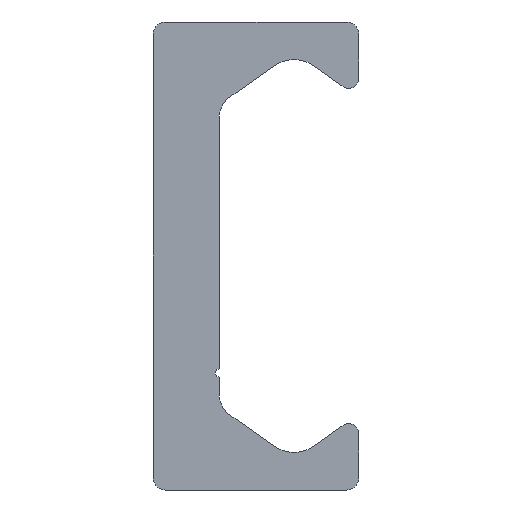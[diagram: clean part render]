
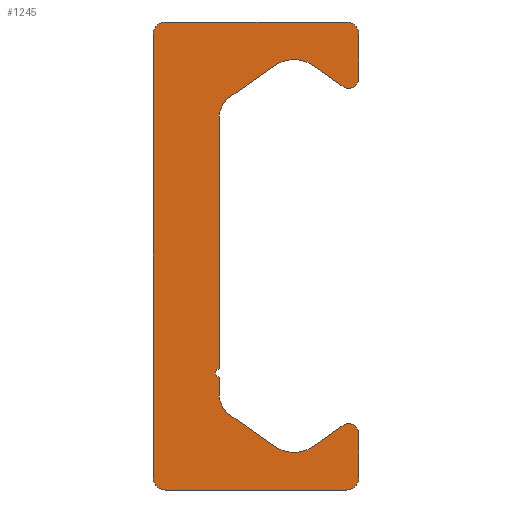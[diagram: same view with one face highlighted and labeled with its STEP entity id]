
A CAD part, left-side view. The second image highlights one B-rep face of the part: STEP entity #1245.
In plain terms, the highlighted planar face has unit normal (-1, 0, 0).
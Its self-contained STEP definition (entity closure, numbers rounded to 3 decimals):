
#492=CARTESIAN_POINT('',(0.0,5.4,-14.));
#493=VERTEX_POINT('',#492);
#500=CARTESIAN_POINT('',(0.0,6.15,-13.25));
#501=VERTEX_POINT('',#500);
#502=CARTESIAN_POINT('',(0.0,5.4,-13.25));
#503=DIRECTION('',(1.0,0.0,0.0));
#504=DIRECTION('',(0.0,0.0,-1.0));
#505=AXIS2_PLACEMENT_3D('',#502,#503,#504);
#506=CIRCLE('',#505,0.75);
#507=EDGE_CURVE('',#493,#501,#506,.T.);
#531=CARTESIAN_POINT('',(0.0,-5.4,-14.));
#532=VERTEX_POINT('',#531);
#539=CARTESIAN_POINT('',(0.0,-5.4,-14.));
#540=DIRECTION('',(0.0,1.0,0.0));
#541=VECTOR('',#540,10.8);
#542=LINE('',#539,#541);
#543=EDGE_CURVE('',#532,#493,#542,.T.);
#563=CARTESIAN_POINT('',(0.0,-6.15,-13.25));
#564=VERTEX_POINT('',#563);
#571=CARTESIAN_POINT('',(0.0,-5.4,-13.25));
#572=DIRECTION('',(1.0,0.0,0.0));
#573=DIRECTION('',(0.0,-1.0,0.0));
#574=AXIS2_PLACEMENT_3D('',#571,#572,#573);
#575=CIRCLE('',#574,0.75);
#576=EDGE_CURVE('',#564,#532,#575,.T.);
#595=CARTESIAN_POINT('',(0.0,-6.15,-10.63));
#596=VERTEX_POINT('',#595);
#603=CARTESIAN_POINT('',(0.0,-6.15,-10.63));
#604=DIRECTION('',(0.0,0.0,-1.0));
#605=VECTOR('',#604,2.62);
#606=LINE('',#603,#605);
#607=EDGE_CURVE('',#596,#564,#606,.T.);
#627=CARTESIAN_POINT('',(0.0,-5.206,-10.139));
#628=VERTEX_POINT('',#627);
#635=CARTESIAN_POINT('',(0.0,-5.55,-10.63));
#636=DIRECTION('',(1.0,0.0,0.0));
#637=DIRECTION('',(0.0,0.574,0.819));
#638=AXIS2_PLACEMENT_3D('',#635,#636,#637);
#639=CIRCLE('',#638,0.6);
#640=EDGE_CURVE('',#628,#596,#639,.T.);
#659=CARTESIAN_POINT('',(0.0,-3.417,-11.391));
#660=VERTEX_POINT('',#659);
#667=CARTESIAN_POINT('',(0.0,-3.417,-11.391));
#668=DIRECTION('',(0.0,-0.819,0.574));
#669=VECTOR('',#668,2.184);
#670=LINE('',#667,#669);
#671=EDGE_CURVE('',#660,#628,#670,.T.);
#691=CARTESIAN_POINT('',(0.0,-1.123,-11.391));
#692=VERTEX_POINT('',#691);
#699=CARTESIAN_POINT('',(0.0,-2.27,-9.753));
#700=DIRECTION('',(-1.0,0.0,0.0));
#701=DIRECTION('',(0.0,0.574,0.819));
#702=AXIS2_PLACEMENT_3D('',#699,#700,#701);
#703=CIRCLE('',#702,2.0);
#704=EDGE_CURVE('',#692,#660,#703,.T.);
#723=CARTESIAN_POINT('',(0.0,1.56,-9.512));
#724=VERTEX_POINT('',#723);
#731=CARTESIAN_POINT('',(0.0,1.56,-9.512));
#732=DIRECTION('',(0.0,-0.819,-0.574));
#733=VECTOR('',#732,3.276);
#734=LINE('',#731,#733);
#735=EDGE_CURVE('',#724,#692,#734,.T.);
#755=CARTESIAN_POINT('',(0.0,2.2,-8.283));
#756=VERTEX_POINT('',#755);
#763=CARTESIAN_POINT('',(0.0,0.7,-8.283));
#764=DIRECTION('',(-1.0,0.0,0.0));
#765=DIRECTION('',(0.0,-0.574,0.819));
#766=AXIS2_PLACEMENT_3D('',#763,#764,#765);
#767=CIRCLE('',#766,1.5);
#768=EDGE_CURVE('',#756,#724,#767,.T.);
#787=CARTESIAN_POINT('',(0.0,2.2,-7.25));
#788=VERTEX_POINT('',#787);
#795=CARTESIAN_POINT('',(0.0,2.2,-7.25));
#796=DIRECTION('',(0.0,0.0,-1.0));
#797=VECTOR('',#796,1.033);
#798=LINE('',#795,#797);
#799=EDGE_CURVE('',#788,#756,#798,.T.);
#819=CARTESIAN_POINT('',(0.0,2.2,-6.75));
#820=VERTEX_POINT('',#819);
#827=CARTESIAN_POINT('',(0.0,2.2,-7.));
#828=DIRECTION('',(-1.0,0.0,0.0));
#829=DIRECTION('',(0.0,0.0,1.0));
#830=AXIS2_PLACEMENT_3D('',#827,#828,#829);
#831=CIRCLE('',#830,0.25);
#832=EDGE_CURVE('',#820,#788,#831,.T.);
#851=CARTESIAN_POINT('',(0.0,2.2,8.283));
#852=VERTEX_POINT('',#851);
#859=CARTESIAN_POINT('',(0.0,2.2,8.283));
#860=DIRECTION('',(0.0,0.0,-1.0));
#861=VECTOR('',#860,15.033);
#862=LINE('',#859,#861);
#863=EDGE_CURVE('',#852,#820,#862,.T.);
#901=CARTESIAN_POINT('',(0.0,1.56,9.512));
#902=VERTEX_POINT('',#901);
#909=CARTESIAN_POINT('',(0.0,0.7,8.283));
#910=DIRECTION('',(-1.0,0.0,0.0));
#911=DIRECTION('',(0.0,-1.0,0.0));
#912=AXIS2_PLACEMENT_3D('',#909,#910,#911);
#913=CIRCLE('',#912,1.5);
#914=EDGE_CURVE('',#902,#852,#913,.T.);
#933=CARTESIAN_POINT('',(0.0,-1.123,11.391));
#934=VERTEX_POINT('',#933);
#941=CARTESIAN_POINT('',(0.0,-1.123,11.391));
#942=DIRECTION('',(0.0,0.819,-0.574));
#943=VECTOR('',#942,3.276);
#944=LINE('',#941,#943);
#945=EDGE_CURVE('',#934,#902,#944,.T.);
#965=CARTESIAN_POINT('',(0.0,-3.417,11.391));
#966=VERTEX_POINT('',#965);
#973=CARTESIAN_POINT('',(0.0,-2.27,9.753));
#974=DIRECTION('',(-1.0,0.0,0.0));
#975=DIRECTION('',(0.0,-0.574,-0.819));
#976=AXIS2_PLACEMENT_3D('',#973,#974,#975);
#977=CIRCLE('',#976,2.0);
#978=EDGE_CURVE('',#966,#934,#977,.T.);
#997=CARTESIAN_POINT('',(0.0,-5.206,10.139));
#998=VERTEX_POINT('',#997);
#1005=CARTESIAN_POINT('',(0.0,-5.206,10.139));
#1006=DIRECTION('',(0.0,0.819,0.574));
#1007=VECTOR('',#1006,2.184);
#1008=LINE('',#1005,#1007);
#1009=EDGE_CURVE('',#998,#966,#1008,.T.);
#1029=CARTESIAN_POINT('',(0.0,-6.15,10.63));
#1030=VERTEX_POINT('',#1029);
#1037=CARTESIAN_POINT('',(0.0,-5.55,10.63));
#1038=DIRECTION('',(1.0,0.0,0.0));
#1039=DIRECTION('',(0.0,-1.0,0.0));
#1040=AXIS2_PLACEMENT_3D('',#1037,#1038,#1039);
#1041=CIRCLE('',#1040,0.6);
#1042=EDGE_CURVE('',#1030,#998,#1041,.T.);
#1061=CARTESIAN_POINT('',(0.0,-6.15,13.25));
#1062=VERTEX_POINT('',#1061);
#1069=CARTESIAN_POINT('',(0.0,-6.15,13.25));
#1070=DIRECTION('',(0.0,0.0,-1.0));
#1071=VECTOR('',#1070,2.62);
#1072=LINE('',#1069,#1071);
#1073=EDGE_CURVE('',#1062,#1030,#1072,.T.);
#1093=CARTESIAN_POINT('',(0.0,-5.4,14.));
#1094=VERTEX_POINT('',#1093);
#1101=CARTESIAN_POINT('',(0.0,-5.4,13.25));
#1102=DIRECTION('',(1.0,0.0,0.0));
#1103=DIRECTION('',(0.0,0.0,1.0));
#1104=AXIS2_PLACEMENT_3D('',#1101,#1102,#1103);
#1105=CIRCLE('',#1104,0.75);
#1106=EDGE_CURVE('',#1094,#1062,#1105,.T.);
#1125=CARTESIAN_POINT('',(0.0,5.4,14.));
#1126=VERTEX_POINT('',#1125);
#1133=CARTESIAN_POINT('',(0.0,5.4,14.));
#1134=DIRECTION('',(0.0,-1.0,0.0));
#1135=VECTOR('',#1134,10.8);
#1136=LINE('',#1133,#1135);
#1137=EDGE_CURVE('',#1126,#1094,#1136,.T.);
#1157=CARTESIAN_POINT('',(0.0,6.15,13.25));
#1158=VERTEX_POINT('',#1157);
#1165=CARTESIAN_POINT('',(0.0,5.4,13.25));
#1166=DIRECTION('',(1.0,0.0,0.0));
#1167=DIRECTION('',(0.0,1.0,0.0));
#1168=AXIS2_PLACEMENT_3D('',#1165,#1166,#1167);
#1169=CIRCLE('',#1168,0.75);
#1170=EDGE_CURVE('',#1158,#1126,#1169,.T.);
#1188=CARTESIAN_POINT('',(0.0,6.15,-13.25));
#1189=DIRECTION('',(0.0,0.0,1.0));
#1190=VECTOR('',#1189,26.5);
#1191=LINE('',#1188,#1190);
#1192=EDGE_CURVE('',#501,#1158,#1191,.T.);
#1216=CARTESIAN_POINT('',(0.0,1.352,-0.021));
#1217=DIRECTION('',(1.0,0.0,0.0));
#1218=DIRECTION('',(0.0,0.0,-1.0));
#1219=AXIS2_PLACEMENT_3D('',#1216,#1217,#1218);
#1220=PLANE('',#1219);
#1221=ORIENTED_EDGE('',*,*,#1192,.F.);
#1222=ORIENTED_EDGE('',*,*,#507,.F.);
#1223=ORIENTED_EDGE('',*,*,#543,.F.);
#1224=ORIENTED_EDGE('',*,*,#576,.F.);
#1225=ORIENTED_EDGE('',*,*,#607,.F.);
#1226=ORIENTED_EDGE('',*,*,#640,.F.);
#1227=ORIENTED_EDGE('',*,*,#671,.F.);
#1228=ORIENTED_EDGE('',*,*,#704,.F.);
#1229=ORIENTED_EDGE('',*,*,#735,.F.);
#1230=ORIENTED_EDGE('',*,*,#768,.F.);
#1231=ORIENTED_EDGE('',*,*,#799,.F.);
#1232=ORIENTED_EDGE('',*,*,#832,.F.);
#1233=ORIENTED_EDGE('',*,*,#863,.F.);
#1234=ORIENTED_EDGE('',*,*,#914,.F.);
#1235=ORIENTED_EDGE('',*,*,#945,.F.);
#1236=ORIENTED_EDGE('',*,*,#978,.F.);
#1237=ORIENTED_EDGE('',*,*,#1009,.F.);
#1238=ORIENTED_EDGE('',*,*,#1042,.F.);
#1239=ORIENTED_EDGE('',*,*,#1073,.F.);
#1240=ORIENTED_EDGE('',*,*,#1106,.F.);
#1241=ORIENTED_EDGE('',*,*,#1137,.F.);
#1242=ORIENTED_EDGE('',*,*,#1170,.F.);
#1243=EDGE_LOOP('',(#1221,#1222,#1223,#1224,#1225,#1226,#1227,#1228,#1229,#1230,#1231,#1232,#1233,#1234,#1235,#1236,#1237,#1238,#1239,#1240,#1241,#1242));
#1244=FACE_OUTER_BOUND('',#1243,.T.);
#1245=ADVANCED_FACE('',(#1244),#1220,.F.);
